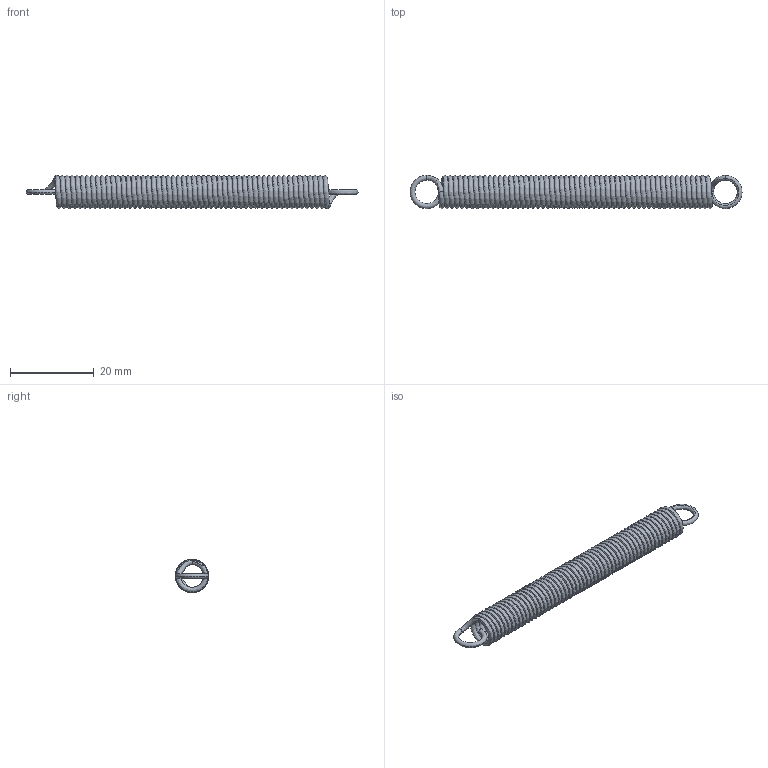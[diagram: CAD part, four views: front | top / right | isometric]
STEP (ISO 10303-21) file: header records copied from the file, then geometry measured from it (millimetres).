
FILE_DESCRIPTION (( 'STEP AP203' ), '1' );
FILE_NAME ('2915-0001-0001.STEP', '2018-11-29T15:20:32', ( '' ), ( '' ), 'SwSTEP 2.0', 'SolidWorks 2016', '' );
FILE_SCHEMA (( 'CONFIG_CONTROL_DESIGN' ));
Length unit declared in the file: inch
Products named in the file (1): 2915-0001-0001
Bounding box: 79.36 x 7.95 x 7.95 mm (x, y, z)
Volume: 1346.7 mm3; surface area: 4435.6 mm2
Topology: 1 solids, 1 shells, 12 faces, 22 edges, 12 vertices
Faces by surface type: bspline 8, torus 2, plane 2
Entity records: 22759 total; most frequent: CARTESIAN_POINT 22473, ORIENTED_EDGE 44, DIRECTION 42, EDGE_CURVE 22, AXIS2_PLACEMENT_3D 21, CIRCLE 16, ADVANCED_FACE 12, VERTEX_POINT 12
